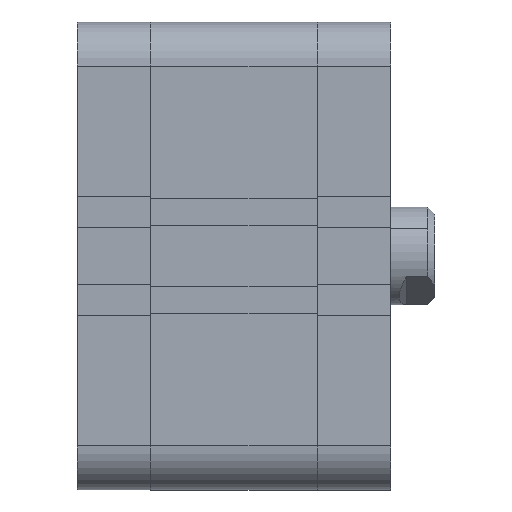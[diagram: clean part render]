
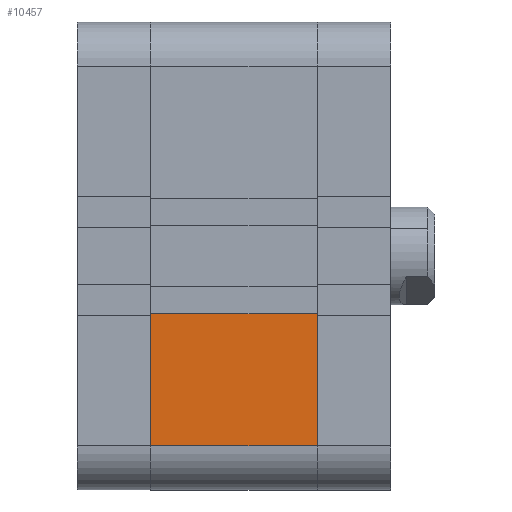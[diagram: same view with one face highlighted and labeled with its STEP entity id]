
A CAD part, front view. The second image highlights one B-rep face of the part: STEP entity #10457.
In plain terms, the highlighted planar face has unit normal (0, -1, 0).
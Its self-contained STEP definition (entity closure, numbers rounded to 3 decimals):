
#1057 = DIRECTION ( 'NONE',  ( 0., 0., -1. ) ) ;
#1288 = VERTEX_POINT ( 'NONE', #9040 ) ;
#1796 = VERTEX_POINT ( 'NONE', #7844 ) ;
#2053 = ORIENTED_EDGE ( 'NONE', *, *, #18805, .T. ) ;
#4334 = EDGE_CURVE ( 'NONE', #25927, #24966, #28214, .T. ) ;
#4666 = EDGE_CURVE ( 'NONE', #25927, #1288, #31363, .T. ) ;
#4945 = ORIENTED_EDGE ( 'NONE', *, *, #24682, .T. ) ;
#7042 = VECTOR ( 'NONE', #28947, 1000. ) ;
#7844 = CARTESIAN_POINT ( 'NONE',  ( 0., -47.75, -38.75 ) ) ;
#8990 = DIRECTION ( 'NONE',  ( 0., 0., 1. ) ) ;
#9018 = CARTESIAN_POINT ( 'NONE',  ( 34.001, -47.75, -11.8 ) ) ;
#9040 = CARTESIAN_POINT ( 'NONE',  ( 34., -47.75, -38.75 ) ) ;
#9433 = ORIENTED_EDGE ( 'NONE', *, *, #4334, .T. ) ;
#10457 = ADVANCED_FACE ( 'NONE', ( #33748 ), #11545, .F. ) ;
#11545 = PLANE ( 'NONE',  #22544 ) ;
#13277 = CARTESIAN_POINT ( 'NONE',  ( 0., -47.75, -11.8 ) ) ;
#15145 = VECTOR ( 'NONE', #25656, 1000. ) ;
#15186 = CARTESIAN_POINT ( 'NONE',  ( 34., -47.75, -38.75 ) ) ;
#15861 = EDGE_LOOP ( 'NONE', ( #9433, #2053, #4945, #26595 ) ) ;
#15989 = VECTOR ( 'NONE', #1057, 1000. ) ;
#17581 = CARTESIAN_POINT ( 'NONE',  ( 34., -47.75, -47.75 ) ) ;
#18805 = EDGE_CURVE ( 'NONE', #24966, #1796, #20480, .T. ) ;
#19818 = DIRECTION ( 'NONE',  ( 0., 1., 0. ) ) ;
#20480 = LINE ( 'NONE', #26024, #15989 ) ;
#22544 = AXIS2_PLACEMENT_3D ( 'NONE', #25199, #19818, #8990 ) ;
#24682 = EDGE_CURVE ( 'NONE', #1796, #1288, #29295, .T. ) ;
#24966 = VERTEX_POINT ( 'NONE', #13277 ) ;
#25199 = CARTESIAN_POINT ( 'NONE',  ( 34., -47.75, -47.75 ) ) ;
#25540 = CARTESIAN_POINT ( 'NONE',  ( 34., -47.75, -11.8 ) ) ;
#25656 = DIRECTION ( 'NONE',  ( 0., 0., -1. ) ) ;
#25927 = VERTEX_POINT ( 'NONE', #25540 ) ;
#26024 = CARTESIAN_POINT ( 'NONE',  ( 0., -47.75, -47.75 ) ) ;
#26595 = ORIENTED_EDGE ( 'NONE', *, *, #4666, .F. ) ;
#28214 = LINE ( 'NONE', #9018, #32284 ) ;
#28947 = DIRECTION ( 'NONE',  ( 1., 0., 0. ) ) ;
#29295 = LINE ( 'NONE', #15186, #7042 ) ;
#30913 = DIRECTION ( 'NONE',  ( -1., 0., 0. ) ) ;
#31363 = LINE ( 'NONE', #17581, #15145 ) ;
#32284 = VECTOR ( 'NONE', #30913, 1000. ) ;
#33748 = FACE_OUTER_BOUND ( 'NONE', #15861, .T. ) ;
